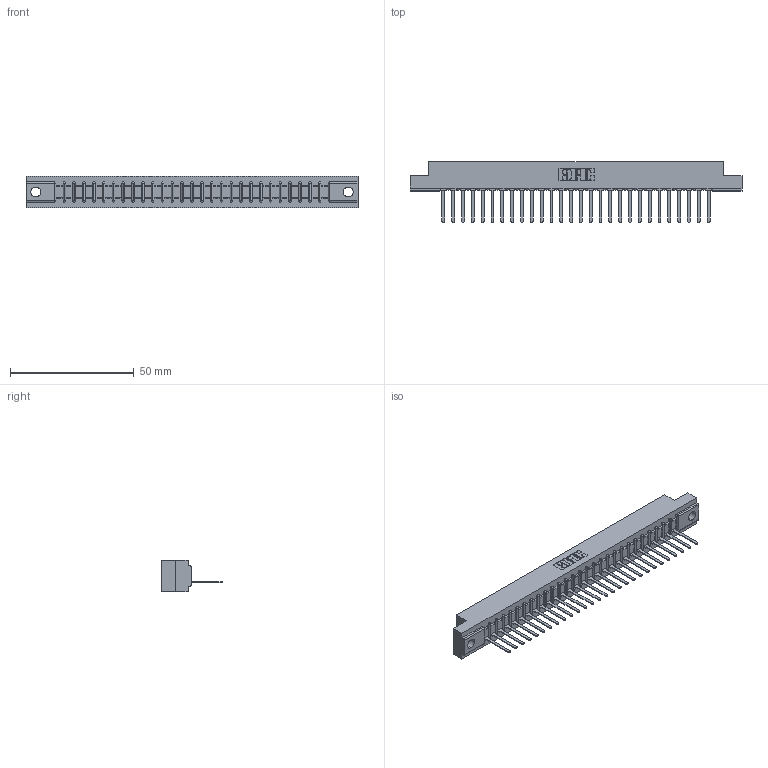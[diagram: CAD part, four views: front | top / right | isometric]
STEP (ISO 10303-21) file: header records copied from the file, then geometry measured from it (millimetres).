
FILE_DESCRIPTION (( 'STEP AP203' ), '1' );
FILE_NAME ('357-028-541-104.STEP', '2018-08-09T06:04:19', ( '' ), ( '' ), 'SwSTEP 2.0', 'SolidWorks 2016', '' );
FILE_SCHEMA (( 'CONFIG_CONTROL_DESIGN' ));
Length unit declared in the file: inch
Products named in the file (3): 307-290-002_541; 357-028-541-104; 307 Part_.156 Dia Mounting Holes
Assembly tree (29 placements, depth 2):
  357-028-541-104
    307 Part_.156 Dia Mounting Holes
    307-290-002_541  x28
Bounding box: 133.96 x 24.59 x 12.7 mm (x, y, z)
Volume: 14204 mm3; surface area: 17897.5 mm2
Topology: 29 solids, 29 shells, 2233 faces, 6855 edges, 4490 vertices
Faces by surface type: plane 1344, cylinder 831, sphere 58
Entity records: 26866 total; most frequent: CARTESIAN_POINT 4534, ORIENTED_EDGE 4522, DIRECTION 4403, EDGE_CURVE 2261, VECTOR 1733, LINE 1733, VERTEX_POINT 1466, AXIS2_PLACEMENT_3D 1335
